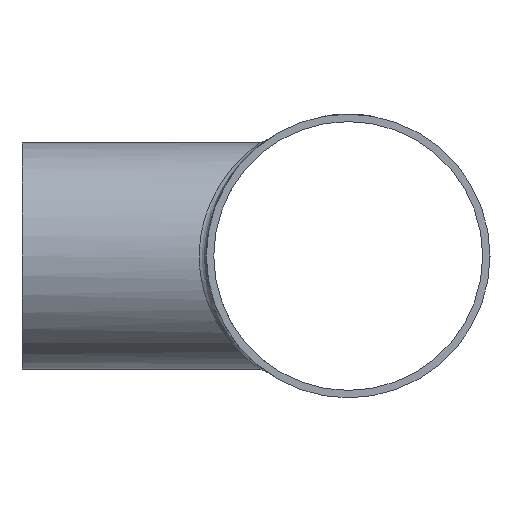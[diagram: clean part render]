
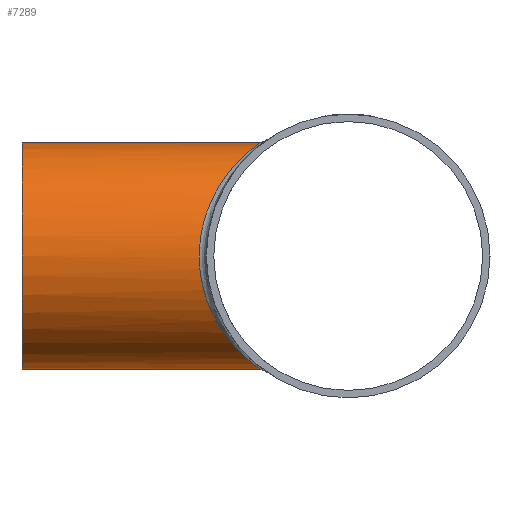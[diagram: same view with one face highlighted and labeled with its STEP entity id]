
A CAD part, left-side view. The second image highlights one B-rep face of the part: STEP entity #7289.
In plain terms, the highlighted cylindrical face has radius 25.4 mm (diameter 50.8 mm), a full revolution.
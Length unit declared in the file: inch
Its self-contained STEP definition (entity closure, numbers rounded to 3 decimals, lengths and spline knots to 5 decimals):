
#137=FACE_BOUND('',#1333,.T.);
#899=FACE_OUTER_BOUND('',#1332,.T.);
#1332=EDGE_LOOP('',(#6812));
#1333=EDGE_LOOP('',(#6813));
#1701=B_SPLINE_CURVE_WITH_KNOTS('',3,(#15949,#15950,#15951,#15952,#15953,
#15954,#15955,#15956,#15957,#15958,#15959,#15960,#15961,#15962,#15963,#15964,
#15965,#15966,#15967,#15968,#15969,#15970,#15971,#15972,#15973),
 .UNSPECIFIED.,.T.,.F.,(4,1,1,1,1,1,1,1,1,1,1,1,1,1,1,1,1,1,1,1,1,1,4),
(0.,0.58604,1.17208,2.34417,3.12555,
3.90694,4.68833,5.46972,6.25111,7.0325,
7.81388,8.20458,8.59527,9.37666,10.15805,
10.93944,11.72083,12.30687,12.89291,14.06499,
15.23707,15.82312,16.40916),.UNSPECIFIED.);
#2860=CIRCLE('',#7714,1.);
#3581=VERTEX_POINT('',#15947);
#3582=VERTEX_POINT('',#15975);
#4662=EDGE_CURVE('',#3581,#3581,#1701,.T.);
#4663=EDGE_CURVE('',#3582,#3582,#2860,.T.);
#6812=ORIENTED_EDGE('',*,*,#4663,.T.);
#6813=ORIENTED_EDGE('',*,*,#4662,.F.);
#6865=CYLINDRICAL_SURFACE('',#7713,1.);
#7289=ADVANCED_FACE('',(#899,#137),#6865,.T.);
#7713=AXIS2_PLACEMENT_3D('',#15974,#9075,#9076);
#7714=AXIS2_PLACEMENT_3D('',#15976,#9077,#9078);
#9075=DIRECTION('center_axis',(0.,-1.,0.));
#9076=DIRECTION('ref_axis',(1.,0.,0.));
#9077=DIRECTION('center_axis',(0.,-1.,0.));
#9078=DIRECTION('ref_axis',(1.,0.,0.));
#15947=CARTESIAN_POINT('',(0.,0.77055,1.));
#15949=CARTESIAN_POINT('Ctrl Pts',(0.,0.77047,
1.00002));
#15950=CARTESIAN_POINT('Ctrl Pts',(-0.07927,0.77047,
1.));
#15951=CARTESIAN_POINT('Ctrl Pts',(-0.23781,0.80006,
0.98052));
#15952=CARTESIAN_POINT('Ctrl Pts',(-0.51405,0.9322,
0.87818));
#15953=CARTESIAN_POINT('Ctrl Pts',(-0.75604,1.10986,
0.68713));
#15954=CARTESIAN_POINT('Ctrl Pts',(-0.93769,1.25861,
0.39044));
#15955=CARTESIAN_POINT('Ctrl Pts',(-1.01401,1.32473,0.08172));
#15956=CARTESIAN_POINT('Ctrl Pts',(-0.98762,1.30165,
-0.24132));
#15957=CARTESIAN_POINT('Ctrl Pts',(-0.868,1.2003,
-0.52536));
#15958=CARTESIAN_POINT('Ctrl Pts',(-0.68275,1.05445,
-0.74856));
#15959=CARTESIAN_POINT('Ctrl Pts',(-0.44924,0.89686,
-0.90862));
#15960=CARTESIAN_POINT('Ctrl Pts',(-0.21205,0.79005,
-0.98698));
#15961=CARTESIAN_POINT('Ctrl Pts',(0.00002,0.76399,
-1.00437));
#15962=CARTESIAN_POINT('Ctrl Pts',(0.21198,0.78998,
-0.98699));
#15963=CARTESIAN_POINT('Ctrl Pts',(0.44927,0.89687,
-0.90866));
#15964=CARTESIAN_POINT('Ctrl Pts',(0.68277,1.05444,-0.74846));
#15965=CARTESIAN_POINT('Ctrl Pts',(0.86807,1.20037,-0.52548));
#15966=CARTESIAN_POINT('Ctrl Pts',(0.97749,1.29308,-0.26475));
#15967=CARTESIAN_POINT('Ctrl Pts',(1.00969,1.32089,-0.00024));
#15968=CARTESIAN_POINT('Ctrl Pts',(0.97102,1.28741,0.31857));
#15969=CARTESIAN_POINT('Ctrl Pts',(0.7932,1.13723,0.65878));
#15970=CARTESIAN_POINT('Ctrl Pts',(0.51403,0.93217,
0.87783));
#15971=CARTESIAN_POINT('Ctrl Pts',(0.23781,0.80007,
0.98062));
#15972=CARTESIAN_POINT('Ctrl Pts',(0.07927,0.77047,
1.00003));
#15973=CARTESIAN_POINT('Ctrl Pts',(0.,0.77047,
1.00002));
#15974=CARTESIAN_POINT('Origin',(0.,2.875,0.));
#15975=CARTESIAN_POINT('',(-1.,2.875,0.));
#15976=CARTESIAN_POINT('Origin',(0.,2.875,0.));
